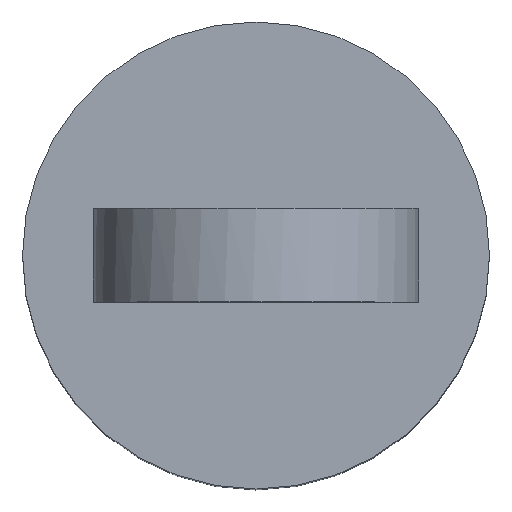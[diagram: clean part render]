
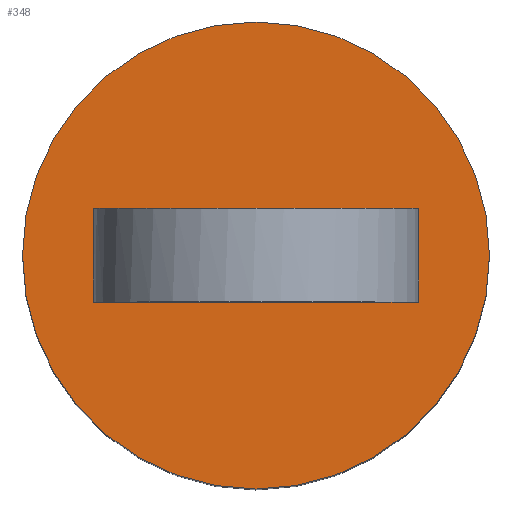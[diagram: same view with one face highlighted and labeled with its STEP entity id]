
A CAD part, top view. The second image highlights one B-rep face of the part: STEP entity #348.
In plain terms, the highlighted planar face has unit normal (0, 0, 1).
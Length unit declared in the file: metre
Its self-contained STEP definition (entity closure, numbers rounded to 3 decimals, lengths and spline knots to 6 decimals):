
#338 = EDGE_CURVE( '', #815, #816, #817, .T. );
#348 = ADVANCED_FACE( '', ( #829, #830 ), #831, .T. );
#386 = EDGE_CURVE( '', #779, #882, #883, .T. );
#396 = EDGE_CURVE( '', #898, #898, #899, .T. );
#398 = EDGE_CURVE( '', #815, #882, #901, .T. );
#480 = EDGE_CURVE( '', #779, #816, #1002, .T. );
#779 = VERTEX_POINT( '', #1369 );
#815 = VERTEX_POINT( '', #1414 );
#816 = VERTEX_POINT( '', #1415 );
#817 = LINE( '', #1416, #1417 );
#829 = FACE_OUTER_BOUND( '', #1434, .T. );
#830 = FACE_BOUND( '', #1435, .T. );
#831 = PLANE( '', #1436 );
#882 = VERTEX_POINT( '', #1512 );
#883 = LINE( '', #1513, #1514 );
#898 = VERTEX_POINT( '', #1535 );
#899 = CIRCLE( '', #1536, 0.00127 );
#901 = LINE( '', #1539, #1540 );
#1002 = LINE( '', #1689, #1690 );
#1369 = CARTESIAN_POINT( '', ( 0.000641, -0.000255, 0.004803 ) );
#1414 = CARTESIAN_POINT( '', ( -0.000641, 0.000255, 0.004803 ) );
#1415 = CARTESIAN_POINT( '', ( 0.000641, 0.000255, 0.004803 ) );
#1416 = CARTESIAN_POINT( '', ( 0., 0.000255, 0.004803 ) );
#1417 = VECTOR( '', #2143, 1. );
#1434 = EDGE_LOOP( '', ( #2158 ) );
#1435 = EDGE_LOOP( '', ( #2159, #2160, #2161, #2162 ) );
#1436 = AXIS2_PLACEMENT_3D( '', #2163, #2164, #2165 );
#1512 = CARTESIAN_POINT( '', ( -0.000641, -0.000255, 0.004803 ) );
#1513 = CARTESIAN_POINT( '', ( 0., -0.000255, 0.004803 ) );
#1514 = VECTOR( '', #2221, 1. );
#1535 = CARTESIAN_POINT( '', ( 0.00127, 0., 0.004803 ) );
#1536 = AXIS2_PLACEMENT_3D( '', #2235, #2236, #2237 );
#1539 = CARTESIAN_POINT( '', ( -0.000641, 0., 0.004803 ) );
#1540 = VECTOR( '', #2238, 1. );
#1689 = CARTESIAN_POINT( '', ( 0.000641, 0., 0.004803 ) );
#1690 = VECTOR( '', #2410, 1. );
#2143 = DIRECTION( '', ( 1., 0., 0. ) );
#2158 = ORIENTED_EDGE( '', *, *, #396, .F. );
#2159 = ORIENTED_EDGE( '', *, *, #398, .F. );
#2160 = ORIENTED_EDGE( '', *, *, #338, .T. );
#2161 = ORIENTED_EDGE( '', *, *, #480, .F. );
#2162 = ORIENTED_EDGE( '', *, *, #386, .T. );
#2163 = CARTESIAN_POINT( '', ( 0., 0., 0.004803 ) );
#2164 = DIRECTION( '', ( 0., 0., 1. ) );
#2165 = DIRECTION( '', ( 1., 0., 0. ) );
#2221 = DIRECTION( '', ( -1., 0., 0. ) );
#2235 = CARTESIAN_POINT( '', ( 0., 0., 0.004803 ) );
#2236 = DIRECTION( '', ( 0., 0., -1. ) );
#2237 = DIRECTION( '', ( 1., 0., 0. ) );
#2238 = DIRECTION( '', ( 0., -1., 0. ) );
#2410 = DIRECTION( '', ( 0., 1., 0. ) );
